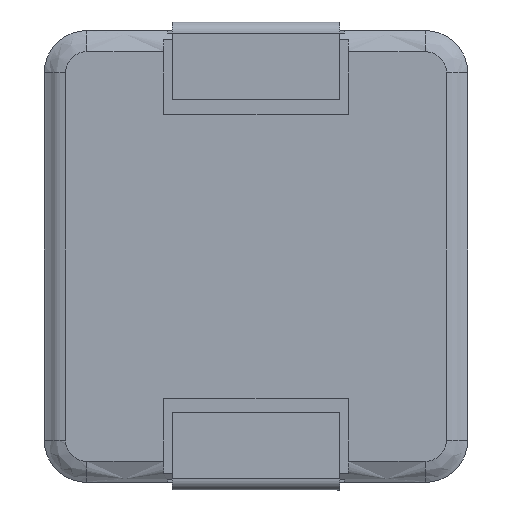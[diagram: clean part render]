
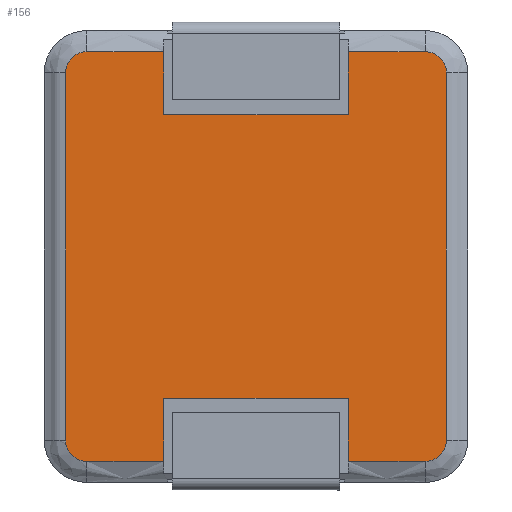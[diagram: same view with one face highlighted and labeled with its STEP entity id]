
A CAD part, front view. The second image highlights one B-rep face of the part: STEP entity #156.
In plain terms, the highlighted planar face has unit normal (0, -1, 0).
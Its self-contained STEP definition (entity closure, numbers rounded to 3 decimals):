
#4 = CARTESIAN_POINT ( 'NONE',  ( -5.04, 0., 6.095 ) ) ;
#20 = VERTEX_POINT ( 'NONE', #1258 ) ;
#31 = ORIENTED_EDGE ( 'NONE', *, *, #1174, .F. ) ;
#53 = LINE ( 'NONE', #1749, #821 ) ;
#61 = VERTEX_POINT ( 'NONE', #407 ) ;
#73 = VERTEX_POINT ( 'NONE', #755 ) ;
#87 = VECTOR ( 'NONE', #1929, 1000. ) ;
#100 = ORIENTED_EDGE ( 'NONE', *, *, #606, .F. ) ;
#153 = VECTOR ( 'NONE', #1312, 1000. ) ;
#156 = ADVANCED_FACE ( 'NONE', ( #804 ), #306, .F. ) ;
#179 = DIRECTION ( 'NONE',  ( -1., 0., 0. ) ) ;
#182 = CARTESIAN_POINT ( 'NONE',  ( 2.75, 0., 4.225 ) ) ;
#185 = VERTEX_POINT ( 'NONE', #1628 ) ;
#193 = CARTESIAN_POINT ( 'NONE',  ( 2.75, 0., 4.225 ) ) ;
#196 = VECTOR ( 'NONE', #515, 1000. ) ;
#204 = CARTESIAN_POINT ( 'NONE',  ( 5.04, 0., -6.095 ) ) ;
#207 = DIRECTION ( 'NONE',  ( -1., 0., 0. ) ) ;
#218 = CARTESIAN_POINT ( 'NONE',  ( -5.409, 0., 6.095 ) ) ;
#276 = EDGE_CURVE ( 'NONE', #1583, #1252, #1483, .T. ) ;
#291 = CARTESIAN_POINT ( 'NONE',  ( 5.409, 0., -6.095 ) ) ;
#297 = VERTEX_POINT ( 'NONE', #789 ) ;
#300 = CARTESIAN_POINT ( 'NONE',  ( 5.67, 0., -5.465 ) ) ;
#303 = CARTESIAN_POINT ( 'NONE',  ( 5.67, 0., -5.465 ) ) ;
#306 = PLANE ( 'NONE',  #1544 ) ;
#310 = LINE ( 'NONE', #193, #1687 ) ;
#356 = LINE ( 'NONE', #182, #1995 ) ;
#361 = CARTESIAN_POINT ( 'NONE',  ( 5.67, 0., 5.465 ) ) ;
#407 = CARTESIAN_POINT ( 'NONE',  ( -5.67, 0., -5.465 ) ) ;
#435 = CARTESIAN_POINT ( 'NONE',  ( -5.67, 0., 5.465 ) ) ;
#452 = VECTOR ( 'NONE', #1341, 1000. ) ;
#475 = CARTESIAN_POINT ( 'NONE',  ( -5.67, 0., -5.465 ) ) ;
#487 = CARTESIAN_POINT ( 'NONE',  ( -5.67, 0., 5.465 ) ) ;
#493 = DIRECTION ( 'NONE',  ( 0., 0., 1. ) ) ;
#513 = CARTESIAN_POINT ( 'NONE',  ( -2.75, 0., 4.225 ) ) ;
#515 = DIRECTION ( 'NONE',  ( 1., 0., 0. ) ) ;
#522 = EDGE_CURVE ( 'NONE', #297, #1700, #1006, .T. ) ;
#570 = CARTESIAN_POINT ( 'NONE',  ( 2.75, 0., -4.225 ) ) ;
#606 = EDGE_CURVE ( 'NONE', #1700, #1113, #721, .T. ) ;
#607 = CARTESIAN_POINT ( 'NONE',  ( 5.04, 0., -6.095 ) ) ;
#608 = LINE ( 'NONE', #475, #153 ) ;
#625 = DIRECTION ( 'NONE',  ( 0., 1., 0. ) ) ;
#684 = ORIENTED_EDGE ( 'NONE', *, *, #1908, .F. ) ;
#686 = LINE ( 'NONE', #2049, #1786 ) ;
#720 = VERTEX_POINT ( 'NONE', #487 ) ;
#721 = LINE ( 'NONE', #361, #738 ) ;
#723 = DIRECTION ( 'NONE',  ( -1., 0., 0. ) ) ;
#734 = ORIENTED_EDGE ( 'NONE', *, *, #963, .F. ) ;
#738 = VECTOR ( 'NONE', #1924, 1000. ) ;
#742 = CARTESIAN_POINT ( 'NONE',  ( -5.04, 0., 6.095 ) ) ;
#753 = LINE ( 'NONE', #570, #87 ) ;
#755 = CARTESIAN_POINT ( 'NONE',  ( 2.75, 0., 4.225 ) ) ;
#769 = VECTOR ( 'NONE', #1303, 1000. ) ;
#789 = CARTESIAN_POINT ( 'NONE',  ( 5.04, 0., 6.095 ) ) ;
#804 = FACE_OUTER_BOUND ( 'NONE', #849, .T. ) ;
#821 = VECTOR ( 'NONE', #207, 1000. ) ;
#835 = CARTESIAN_POINT ( 'NONE',  ( -5.409, 0., -6.095 ) ) ;
#836 = VERTEX_POINT ( 'NONE', #1107 ) ;
#847 = CARTESIAN_POINT ( 'NONE',  ( -2.75, 0., -6.095 ) ) ;
#849 = EDGE_LOOP ( 'NONE', ( #2032, #684, #100, #1706, #1849, #2020, #915, #1947, #734, #1239, #1711, #31, #1418, #988, #1535, #2156 ) ) ;
#900 = VERTEX_POINT ( 'NONE', #4 ) ;
#915 = ORIENTED_EDGE ( 'NONE', *, *, #1664, .F. ) ;
#957 = EDGE_CURVE ( 'NONE', #1376, #1744, #1747, .T. ) ;
#963 = EDGE_CURVE ( 'NONE', #900, #836, #1769, .T. ) ;
#980 = CARTESIAN_POINT ( 'NONE',  ( 5.04, 0., 6.095 ) ) ;
#988 = ORIENTED_EDGE ( 'NONE', *, *, #276, .F. ) ;
#991 = CARTESIAN_POINT ( 'NONE',  ( 5.67, 0., 5.465 ) ) ;
#1006 =( BOUNDED_CURVE ( )  B_SPLINE_CURVE ( 3, ( #980, #1677, #1172, #991 ),
 .UNSPECIFIED., .F., .T. ) 
 B_SPLINE_CURVE_WITH_KNOTS ( ( 4, 4 ),
 ( 0., 1. ),
 .UNSPECIFIED. ) 
 CURVE ( )  GEOMETRIC_REPRESENTATION_ITEM ( )  RATIONAL_B_SPLINE_CURVE ( ( 1., 0.805, 0.805, 1. ) ) 
 REPRESENTATION_ITEM ( '' )  );
#1018 = LINE ( 'NONE', #1718, #1083 ) ;
#1083 = VECTOR ( 'NONE', #179, 1000. ) ;
#1091 = EDGE_CURVE ( 'NONE', #836, #20, #2036, .T. ) ;
#1098 =( BOUNDED_CURVE ( )  B_SPLINE_CURVE ( 3, ( #303, #1636, #291, #607 ),
 .UNSPECIFIED., .F., .T. ) 
 B_SPLINE_CURVE_WITH_KNOTS ( ( 4, 4 ),
 ( 0., 1. ),
 .UNSPECIFIED. ) 
 CURVE ( )  GEOMETRIC_REPRESENTATION_ITEM ( )  RATIONAL_B_SPLINE_CURVE ( ( 1., 0.805, 0.805, 1. ) ) 
 REPRESENTATION_ITEM ( '' )  );
#1107 = CARTESIAN_POINT ( 'NONE',  ( -2.75, 0., 6.095 ) ) ;
#1113 = VERTEX_POINT ( 'NONE', #300 ) ;
#1172 = CARTESIAN_POINT ( 'NONE',  ( 5.67, 0., 5.834 ) ) ;
#1174 = EDGE_CURVE ( 'NONE', #185, #61, #1468, .T. ) ;
#1209 = CARTESIAN_POINT ( 'NONE',  ( -5.67, 0., -5.834 ) ) ;
#1215 = EDGE_CURVE ( 'NONE', #1458, #297, #686, .T. ) ;
#1235 = CARTESIAN_POINT ( 'NONE',  ( -5.67, 0., -5.465 ) ) ;
#1239 = ORIENTED_EDGE ( 'NONE', *, *, #1805, .F. ) ;
#1252 = VERTEX_POINT ( 'NONE', #847 ) ;
#1258 = CARTESIAN_POINT ( 'NONE',  ( -2.75, 0., 4.225 ) ) ;
#1303 = DIRECTION ( 'NONE',  ( 0., 0., -1. ) ) ;
#1312 = DIRECTION ( 'NONE',  ( 0., 0., 1. ) ) ;
#1341 = DIRECTION ( 'NONE',  ( 0., 0., -1. ) ) ;
#1376 = VERTEX_POINT ( 'NONE', #1846 ) ;
#1405 = CARTESIAN_POINT ( 'NONE',  ( -5.04, 0., 6.095 ) ) ;
#1418 = ORIENTED_EDGE ( 'NONE', *, *, #1820, .F. ) ;
#1419 = VECTOR ( 'NONE', #723, 1000. ) ;
#1451 = EDGE_CURVE ( 'NONE', #61, #720, #608, .T. ) ;
#1458 = VERTEX_POINT ( 'NONE', #1980 ) ;
#1468 =( BOUNDED_CURVE ( )  B_SPLINE_CURVE ( 3, ( #2018, #835, #1209, #1235 ),
 .UNSPECIFIED., .F., .F. ) 
 B_SPLINE_CURVE_WITH_KNOTS ( ( 4, 4 ),
 ( 0., 1. ),
 .UNSPECIFIED. ) 
 CURVE ( )  GEOMETRIC_REPRESENTATION_ITEM ( )  RATIONAL_B_SPLINE_CURVE ( ( 1., 0.805, 0.805, 1. ) ) 
 REPRESENTATION_ITEM ( '' )  );
#1483 = LINE ( 'NONE', #1982, #769 ) ;
#1508 = CARTESIAN_POINT ( 'NONE',  ( 5.67, 0., 5.465 ) ) ;
#1535 = ORIENTED_EDGE ( 'NONE', *, *, #2068, .F. ) ;
#1544 = AXIS2_PLACEMENT_3D ( 'NONE', #2162, #625, #493 ) ;
#1583 = VERTEX_POINT ( 'NONE', #2028 ) ;
#1628 = CARTESIAN_POINT ( 'NONE',  ( -5.04, 0., -6.095 ) ) ;
#1636 = CARTESIAN_POINT ( 'NONE',  ( 5.67, 0., -5.834 ) ) ;
#1664 = EDGE_CURVE ( 'NONE', #20, #73, #356, .T. ) ;
#1677 = CARTESIAN_POINT ( 'NONE',  ( 5.409, 0., 6.095 ) ) ;
#1687 = VECTOR ( 'NONE', #1703, 1000. ) ;
#1700 = VERTEX_POINT ( 'NONE', #1508 ) ;
#1703 = DIRECTION ( 'NONE',  ( 0., 0., 1. ) ) ;
#1706 = ORIENTED_EDGE ( 'NONE', *, *, #522, .F. ) ;
#1711 = ORIENTED_EDGE ( 'NONE', *, *, #1451, .F. ) ;
#1718 = CARTESIAN_POINT ( 'NONE',  ( 2.75, 0., -4.225 ) ) ;
#1744 = VERTEX_POINT ( 'NONE', #2086 ) ;
#1747 = LINE ( 'NONE', #204, #1419 ) ;
#1749 = CARTESIAN_POINT ( 'NONE',  ( 5.04, 0., -6.095 ) ) ;
#1769 = LINE ( 'NONE', #1405, #196 ) ;
#1786 = VECTOR ( 'NONE', #1858, 1000. ) ;
#1805 = EDGE_CURVE ( 'NONE', #720, #900, #1926, .T. ) ;
#1820 = EDGE_CURVE ( 'NONE', #1252, #185, #53, .T. ) ;
#1846 = CARTESIAN_POINT ( 'NONE',  ( 5.04, 0., -6.095 ) ) ;
#1849 = ORIENTED_EDGE ( 'NONE', *, *, #1215, .F. ) ;
#1857 = EDGE_CURVE ( 'NONE', #1744, #2061, #753, .T. ) ;
#1858 = DIRECTION ( 'NONE',  ( 1., 0., 0. ) ) ;
#1879 = CARTESIAN_POINT ( 'NONE',  ( 2.75, 0., -4.225 ) ) ;
#1908 = EDGE_CURVE ( 'NONE', #1113, #1376, #1098, .T. ) ;
#1924 = DIRECTION ( 'NONE',  ( 0., 0., -1. ) ) ;
#1926 =( BOUNDED_CURVE ( )  B_SPLINE_CURVE ( 3, ( #435, #2110, #218, #742 ),
 .UNSPECIFIED., .F., .F. ) 
 B_SPLINE_CURVE_WITH_KNOTS ( ( 4, 4 ),
 ( 0., 1. ),
 .UNSPECIFIED. ) 
 CURVE ( )  GEOMETRIC_REPRESENTATION_ITEM ( )  RATIONAL_B_SPLINE_CURVE ( ( 1., 0.805, 0.805, 1. ) ) 
 REPRESENTATION_ITEM ( '' )  );
#1929 = DIRECTION ( 'NONE',  ( 0., 0., 1. ) ) ;
#1947 = ORIENTED_EDGE ( 'NONE', *, *, #1091, .F. ) ;
#1980 = CARTESIAN_POINT ( 'NONE',  ( 2.75, 0., 6.095 ) ) ;
#1982 = CARTESIAN_POINT ( 'NONE',  ( -2.75, 0., -4.225 ) ) ;
#1995 = VECTOR ( 'NONE', #2060, 1000. ) ;
#2018 = CARTESIAN_POINT ( 'NONE',  ( -5.04, 0., -6.095 ) ) ;
#2020 = ORIENTED_EDGE ( 'NONE', *, *, #2027, .F. ) ;
#2027 = EDGE_CURVE ( 'NONE', #73, #1458, #310, .T. ) ;
#2028 = CARTESIAN_POINT ( 'NONE',  ( -2.75, 0., -4.225 ) ) ;
#2032 = ORIENTED_EDGE ( 'NONE', *, *, #957, .F. ) ;
#2036 = LINE ( 'NONE', #513, #452 ) ;
#2049 = CARTESIAN_POINT ( 'NONE',  ( -5.04, 0., 6.095 ) ) ;
#2060 = DIRECTION ( 'NONE',  ( 1., 0., 0. ) ) ;
#2061 = VERTEX_POINT ( 'NONE', #1879 ) ;
#2068 = EDGE_CURVE ( 'NONE', #2061, #1583, #1018, .T. ) ;
#2086 = CARTESIAN_POINT ( 'NONE',  ( 2.75, 0., -6.095 ) ) ;
#2110 = CARTESIAN_POINT ( 'NONE',  ( -5.67, 0., 5.834 ) ) ;
#2156 = ORIENTED_EDGE ( 'NONE', *, *, #1857, .F. ) ;
#2162 = CARTESIAN_POINT ( 'NONE',  ( 0., 0., 0. ) ) ;
